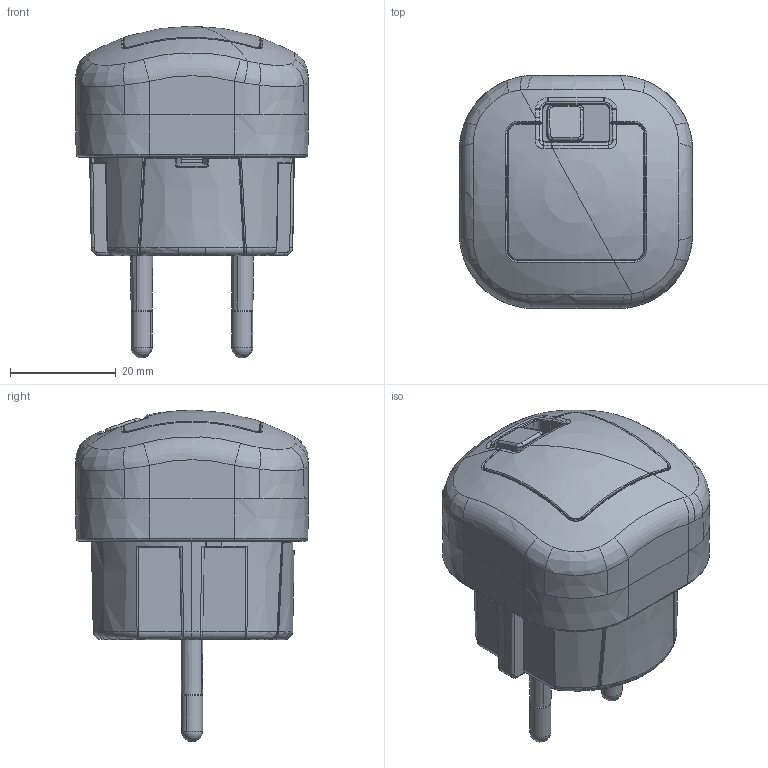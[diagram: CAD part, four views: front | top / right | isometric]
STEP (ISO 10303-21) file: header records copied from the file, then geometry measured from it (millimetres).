
FILE_DESCRIPTION(('CATIA V5 STEP Exchange','CAx-IF Rec.Pracs.--- Model Styling and Organization---1.4--- 2014-01-23'),'2;1');
FILE_NAME('GW10661.stp','2024-02-06T13:43:47+00:00',('none'),('none'),'CATIA Version 5-6 Release 2019 SP6','CATIA V5 STEP AP214 v1','none');
FILE_SCHEMA(('AUTOMOTIVE_DESIGN { 1 0 10303 214 1 1 1 1 }'));
Length unit declared in the file: millimetre
Products named in the file (1): GW10661
Bounding box: 44 x 44 x 62.6 mm (x, y, z)
Volume: 51728.1 mm3; surface area: 13937.7 mm2
Topology: 1 solids, 8 shells, 766 faces, 1948 edges, 1187 vertices
Faces by surface type: plane 222, bspline 187, cylinder 163, cone 93, torus 71, sphere 30
Entity records: 35885 total; most frequent: CARTESIAN_POINT 19714, ORIENTED_EDGE 3842, DIRECTION 1999, EDGE_CURVE 1921, VERTEX_POINT 1187, AXIS2_PLACEMENT_3D 914, B_SPLINE_CURVE_WITH_KNOTS 886, EDGE_LOOP 790
